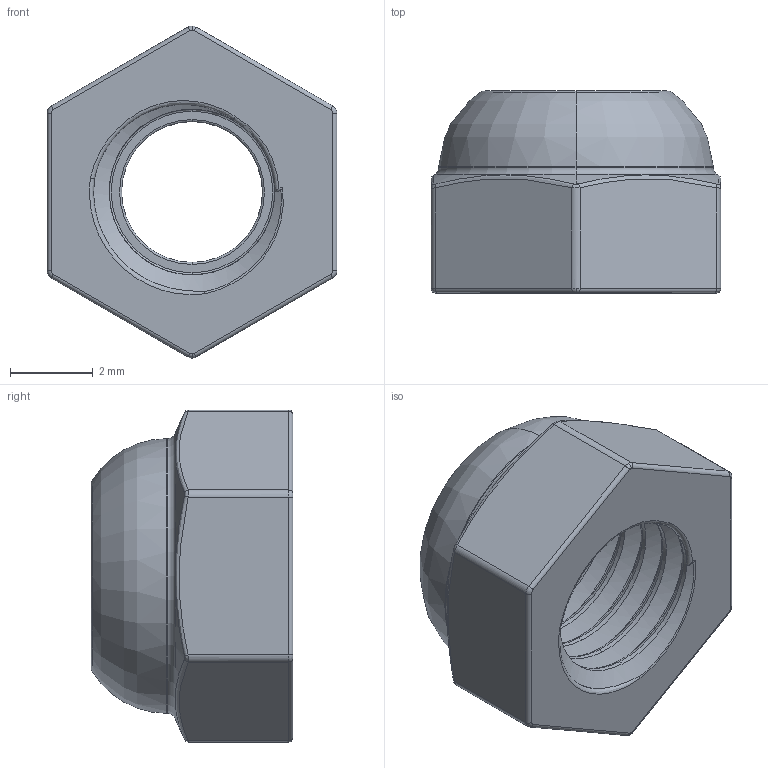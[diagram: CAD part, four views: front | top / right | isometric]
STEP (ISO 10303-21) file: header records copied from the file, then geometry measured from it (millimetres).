
FILE_DESCRIPTION (( 'STEP AP203' ), '1' );
FILE_NAME ('旄餛85.STEP', '2017-01-02T13:33:31', ( '' ), ( '' ), 'SwSTEP 2.0', 'SolidWorks 2016', '' );
FILE_SCHEMA (( 'CONFIG_CONTROL_DESIGN' ));
Length unit declared in the file: millimetre
Products named in the file (1): 旄餛85
Bounding box: 7 x 4.88 x 8.02 mm (x, y, z)
Volume: 111.4 mm3; surface area: 248.5 mm2
Topology: 1 solids, 1 shells, 87 faces, 209 edges, 125 vertices
Faces by surface type: cylinder 31, torus 23, bspline 20, plane 10, cone 2, sphere 1
Entity records: 5330 total; most frequent: CARTESIAN_POINT 3417, ORIENTED_EDGE 418, DIRECTION 354, EDGE_CURVE 209, AXIS2_PLACEMENT_3D 155, VERTEX_POINT 125, EDGE_LOOP 90, CIRCLE 87
